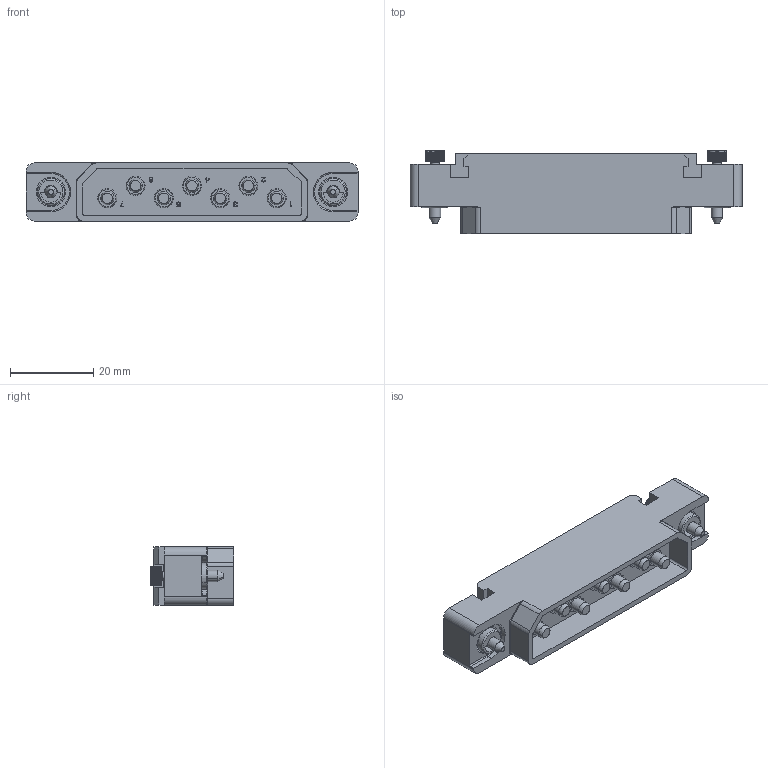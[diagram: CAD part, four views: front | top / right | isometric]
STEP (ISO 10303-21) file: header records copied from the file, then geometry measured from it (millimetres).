
FILE_DESCRIPTION((''),'2;1');
FILE_NAME('1900ND06P2A00B','2019-10-30T',('presta_be4'),(''),'CREO PARAMETRIC BY PTC INC, 2018360','CREO PARAMETRIC BY PTC INC, 2018360','');
FILE_SCHEMA(('CONFIG_CONTROL_DESIGN'));
Products named in the file (1): 1900ND06P2A00B
Bounding box: 80 x 20.16 x 14 mm (x, y, z)
Volume: 11915.3 mm3; surface area: 12704.3 mm2
Topology: 3 solids, 10 shells, 1848 faces, 4968 edges, 3221 vertices
Faces by surface type: plane 1198, cylinder 406, cone 134, torus 64, extrusion 28, sphere 14, bspline 4
Entity records: 66930 total; most frequent: CARTESIAN_POINT 20534, ORIENTED_EDGE 9900, DIRECTION 9194, EDGE_CURVE 4950, VECTOR 3580, LINE 3552, VERTEX_POINT 3221, AXIS2_PLACEMENT_3D 2807
